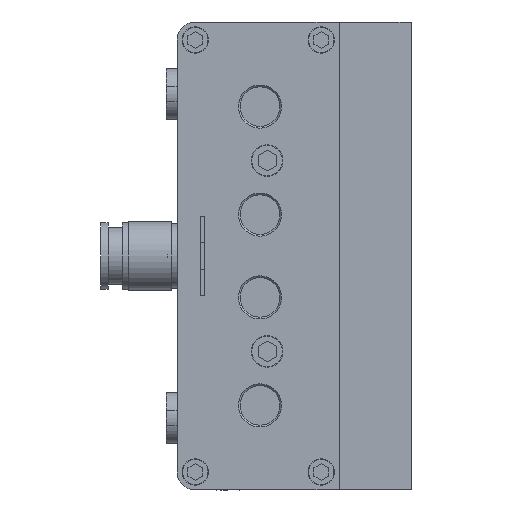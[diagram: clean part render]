
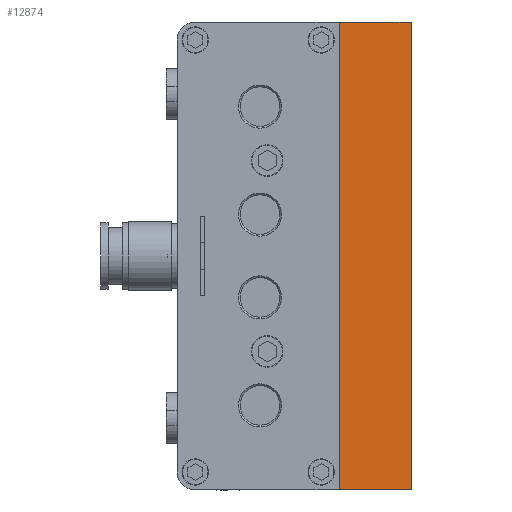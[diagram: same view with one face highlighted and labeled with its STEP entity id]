
A CAD part, left-side view. The second image highlights one B-rep face of the part: STEP entity #12874.
In plain terms, the highlighted planar face has unit normal (-1, 0, 0).
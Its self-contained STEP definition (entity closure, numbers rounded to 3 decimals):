
#372 = CARTESIAN_POINT ( 'NONE',  ( -437., -20., 65. ) ) ;
#2841 = FACE_OUTER_BOUND ( 'NONE', #16352, .T. ) ;
#3028 = DIRECTION ( 'NONE',  ( 0., 0., -1. ) ) ;
#3695 = VECTOR ( 'NONE', #18798, 1000. ) ;
#4671 = VECTOR ( 'NONE', #14779, 1000. ) ;
#4938 = CARTESIAN_POINT ( 'NONE',  ( -437., -20., 65. ) ) ;
#5583 = VECTOR ( 'NONE', #35776, 1000. ) ;
#7253 = EDGE_CURVE ( 'NONE', #21404, #33242, #27055, .T. ) ;
#8084 = CARTESIAN_POINT ( 'NONE',  ( -437., 0., -65. ) ) ;
#8899 = CARTESIAN_POINT ( 'NONE',  ( -437., -20., -65. ) ) ;
#12282 = VERTEX_POINT ( 'NONE', #18297 ) ;
#12678 = LINE ( 'NONE', #8899, #4671 ) ;
#12874 = ADVANCED_FACE ( 'NONE', ( #2841 ), #23177, .F. ) ;
#13042 = ORIENTED_EDGE ( 'NONE', *, *, #7253, .F. ) ;
#14487 = EDGE_CURVE ( 'NONE', #21404, #12282, #24715, .T. ) ;
#14779 = DIRECTION ( 'NONE',  ( 0., 1., 0. ) ) ;
#14998 = CARTESIAN_POINT ( 'NONE',  ( -437., 0., 65. ) ) ;
#16352 = EDGE_LOOP ( 'NONE', ( #23743, #20563, #13042, #23115 ) ) ;
#18233 = LINE ( 'NONE', #14998, #29196 ) ;
#18297 = CARTESIAN_POINT ( 'NONE',  ( -437., 0., 65. ) ) ;
#18798 = DIRECTION ( 'NONE',  ( 0., 1., 0. ) ) ;
#20563 = ORIENTED_EDGE ( 'NONE', *, *, #22014, .F. ) ;
#20578 = CARTESIAN_POINT ( 'NONE',  ( -437., -20., 65. ) ) ;
#21404 = VERTEX_POINT ( 'NONE', #31385 ) ;
#22014 = EDGE_CURVE ( 'NONE', #33242, #35501, #12678, .T. ) ;
#23115 = ORIENTED_EDGE ( 'NONE', *, *, #14487, .T. ) ;
#23177 = PLANE ( 'NONE',  #32771 ) ;
#23743 = ORIENTED_EDGE ( 'NONE', *, *, #35953, .T. ) ;
#24715 = LINE ( 'NONE', #4938, #3695 ) ;
#27055 = LINE ( 'NONE', #20578, #5583 ) ;
#29196 = VECTOR ( 'NONE', #29649, 1000. ) ;
#29649 = DIRECTION ( 'NONE',  ( 0., 0., -1. ) ) ;
#31385 = CARTESIAN_POINT ( 'NONE',  ( -437., -20., 65. ) ) ;
#32771 = AXIS2_PLACEMENT_3D ( 'NONE', #372, #34948, #3028 ) ;
#33242 = VERTEX_POINT ( 'NONE', #36467 ) ;
#34948 = DIRECTION ( 'NONE',  ( 1., 0., 0. ) ) ;
#35501 = VERTEX_POINT ( 'NONE', #8084 ) ;
#35776 = DIRECTION ( 'NONE',  ( 0., 0., -1. ) ) ;
#35953 = EDGE_CURVE ( 'NONE', #12282, #35501, #18233, .T. ) ;
#36467 = CARTESIAN_POINT ( 'NONE',  ( -437., -20., -65. ) ) ;
